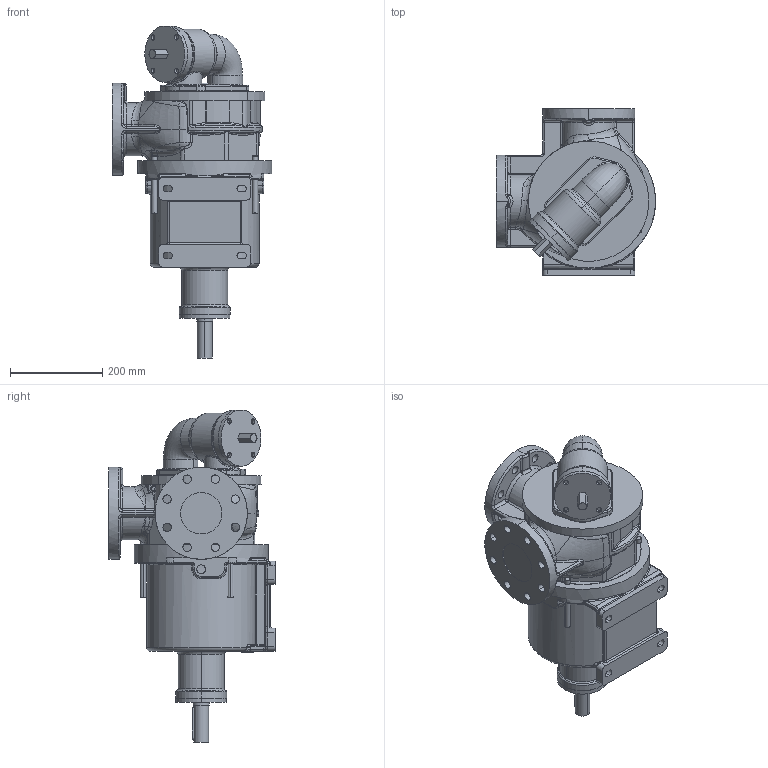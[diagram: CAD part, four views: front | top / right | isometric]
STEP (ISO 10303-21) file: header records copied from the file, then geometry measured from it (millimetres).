
FILE_DESCRIPTION((''),'2;1');
FILE_NAME('R_80_4_M_Y','2019-06-27T08:47:06',('Nicola'),(''),'CREO PARAMETRIC BY PTC INC, 2017110','CREO PARAMETRIC BY PTC INC, 2017110','');
FILE_SCHEMA(('CONFIG_CONTROL_DESIGN'));
Products named in the file (1): R_80_4_M_Y
Bounding box: 345 x 360 x 719.77 mm (x, y, z)
Volume: 24914656.5 mm3; surface area: 867969.4 mm2
Topology: 1 solids, 1 shells, 853 faces, 2019 edges, 1184 vertices
Faces by surface type: cylinder 288, bspline 262, plane 143, torus 104, sphere 32, cone 24
Entity records: 72815 total; most frequent: CARTESIAN_POINT 54591, ORIENTED_EDGE 4034, DIRECTION 3569, EDGE_CURVE 2017, AXIS2_PLACEMENT_3D 1520, VERTEX_POINT 1184, CIRCLE 929, EDGE_LOOP 919
